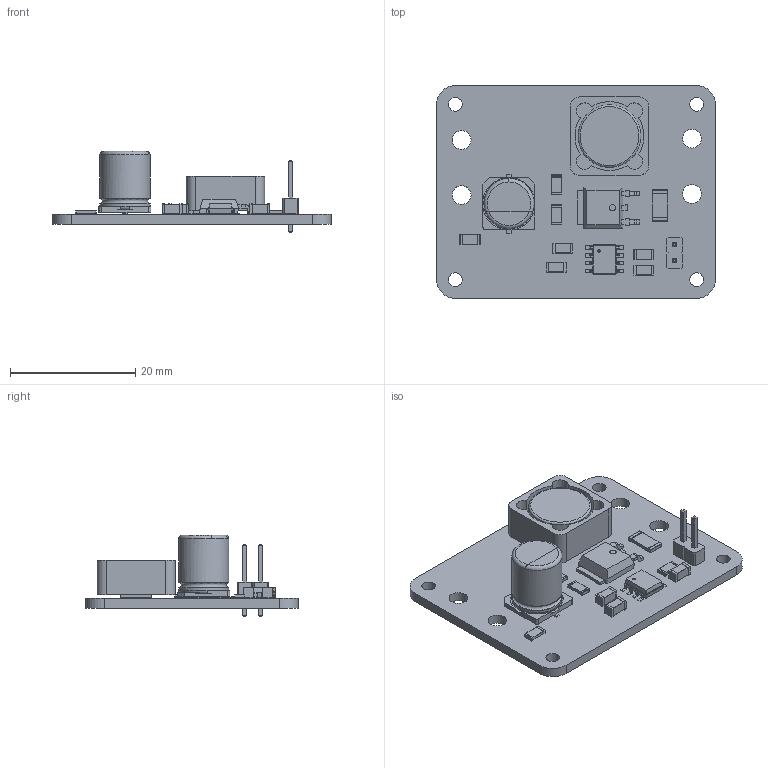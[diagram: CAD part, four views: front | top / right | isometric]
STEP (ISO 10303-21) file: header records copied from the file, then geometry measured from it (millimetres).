
FILE_DESCRIPTION(('KiCad electronic assembly'),'2;1');
FILE_NAME('AL8853_Led_driver.step','2020-09-21T03:42:42',('An Author'),( 'A Company'),'Open CASCADE STEP processor 7.4', 'KiCad to STEP converter','Unknown');
FILE_SCHEMA(('AUTOMOTIVE_DESIGN { 1 0 10303 214 1 1 1 1 }'));
Length unit declared in the file: millimetre
Products named in the file (18): Open CASCADE STEP translator 7.4 1; PowerIntegrations_SO-8; SOLID; PinHeader_1x02_P2.54mm_Vertical; R_1206_3216Metric; R_2010_5025Metric; TO-252-2; L_Bourns_SRR1260; C_1206_3216Metric; CP_Elec_8x10; COMPOUND
Assembly tree (22 placements, depth 3):
  Open CASCADE STEP translator 7.4 1
    PowerIntegrations_SO-8
      SOLID
    PinHeader_1x02_P2.54mm_Vertical
      SOLID
    R_1206_3216Metric  x4
      SOLID
    R_2010_5025Metric
      SOLID
    TO-252-2
      SOLID
    L_Bourns_SRR1260
      SOLID
    C_1206_3216Metric  x3
      SOLID
    CP_Elec_8x10
      SOLID
    COMPOUND
Bounding box: 44.5 x 34 x 13 mm (x, y, z)
Volume: 3805.1 mm3; surface area: 5024.5 mm2
Topology: 14 solids, 14 shells, 595 faces, 1535 edges, 988 vertices
Faces by surface type: plane 396, cylinder 159, bspline 34, torus 5, revolution 1
Full cylindrical faces by diameter (mm): 0.4 x1, 1 x3, 2.2 x4, 3 x4, 8 x2, 10 x1
Entity records: 33462 total; most frequent: CARTESIAN_POINT 6126, DIRECTION 4493, LINE 2979, VECTOR 2979, ORIENTED_EDGE 2374, PCURVE 2374, DEFINITIONAL_REPRESENTATION 2374, EDGE_CURVE 1187
